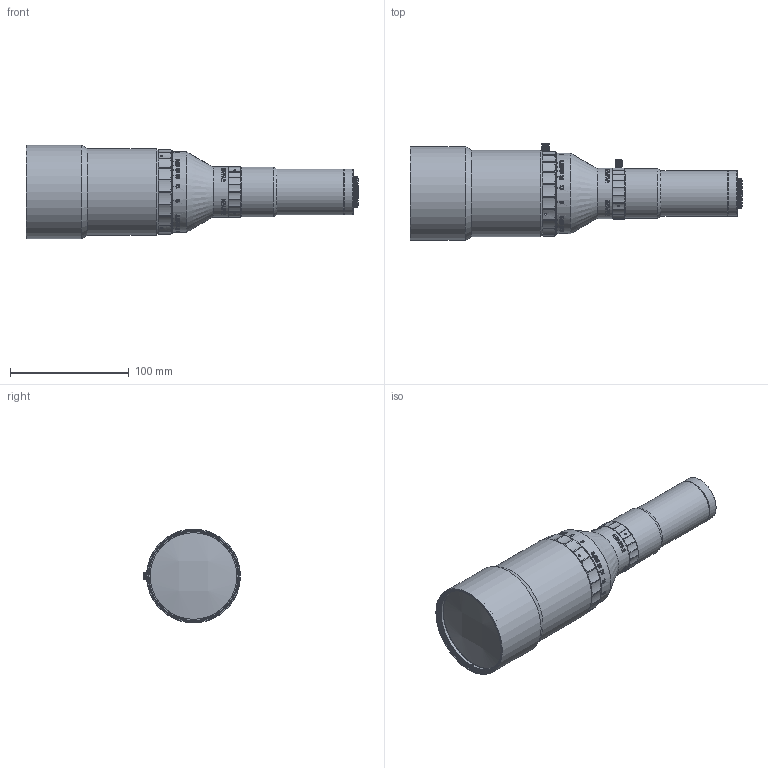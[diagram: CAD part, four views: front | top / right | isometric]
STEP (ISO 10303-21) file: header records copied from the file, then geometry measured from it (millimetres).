
FILE_DESCRIPTION (( 'STEP AP203' ), '1' );
FILE_NAME ('400mm 3D 20240228(1).STEP', '2024-03-07T02:51:17', ( 'Windows User' ), ( 'P R C' ), 'SwSTEP 2.0', 'SolidWorks 2020', '' );
FILE_SCHEMA (( 'CONFIG_CONTROL_DESIGN' ));
Length unit declared in the file: millimetre
Products named in the file (1): 400mm  3D 20240228(1)
Bounding box: 279.27 x 81.5 x 79 mm (x, y, z)
Volume: 534482.4 mm3; surface area: 483853.4 mm2
Topology: 57 solids, 57 shells, 2957 faces, 7115 edges, 4616 vertices
Faces by surface type: plane 1332, cylinder 681, bspline 587, cone 357
Full cylindrical faces by diameter (mm): 0.8 x1, 1.6 x16, 1.8 x1, 2 x4, 2.05 x16, 2.5 x6, 2.7 x4, 3.1 x2, 4.5 x4, 4.8 x4, 17.8 x4, 18.4 x1, 21.6 x1, 22.8 x1, 24 x2, 24.2 x1, 24.6 x1, 25 x1, 25.5 x2, 26 x4, 26.9 x1, 27.5 x1, 27.7 x1, 29 x4, 29.3 x1, 30 x2, 30.5 x1, 31 x4, 31.5 x6, 31.9 x4
Entity records: 174908 total; most frequent: CARTESIAN_POINT 112426, ORIENTED_EDGE 12820, DIRECTION 11321, EDGE_CURVE 6410, VERTEX_POINT 4468, AXIS2_PLACEMENT_3D 4296, EDGE_LOOP 4010, FACE_OUTER_BOUND 3351
